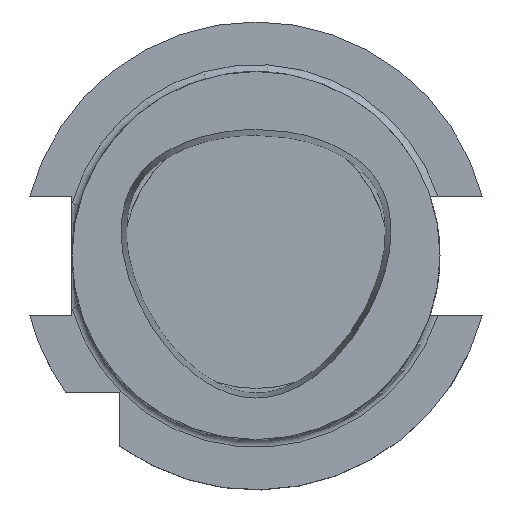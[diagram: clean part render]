
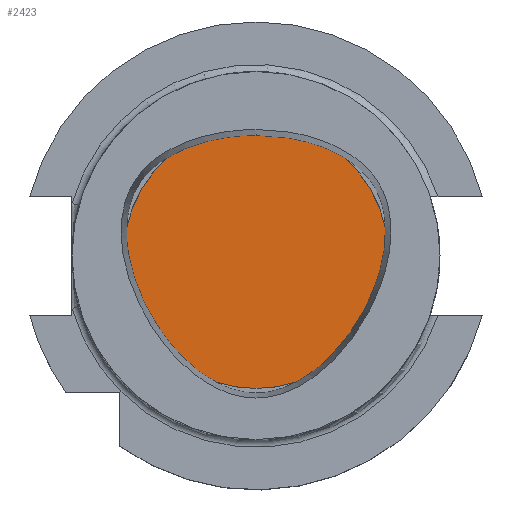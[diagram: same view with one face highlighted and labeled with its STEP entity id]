
A CAD part, top view. The second image highlights one B-rep face of the part: STEP entity #2423.
In plain terms, the highlighted planar face has unit normal (0, 0, 1).
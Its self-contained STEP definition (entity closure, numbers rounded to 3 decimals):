
#149 = ORIENTED_EDGE ( 'NONE', *, *, #839, .F. ) ;
#209 = AXIS2_PLACEMENT_3D ( 'NONE', #952, #1820, #1371 ) ;
#413 = DIRECTION ( 'NONE',  ( 0., 0., -1. ) ) ;
#447 = CIRCLE ( 'NONE', #209, 18. ) ;
#541 = AXIS2_PLACEMENT_3D ( 'NONE', #2444, #413, #2251 ) ;
#567 = VERTEX_POINT ( 'NONE', #1199 ) ;
#604 = DIRECTION ( 'NONE',  ( -1., 0., 0. ) ) ;
#839 = EDGE_CURVE ( 'NONE', #2599, #567, #447, .T. ) ;
#952 = CARTESIAN_POINT ( 'NONE',  ( 0., 0., 12.6 ) ) ;
#992 = EDGE_CURVE ( 'NONE', #567, #2599, #1219, .T. ) ;
#1199 = CARTESIAN_POINT ( 'NONE',  ( 18., 0., 12.6 ) ) ;
#1219 = CIRCLE ( 'NONE', #1589, 18. ) ;
#1371 = DIRECTION ( 'NONE',  ( -1., 0., 0. ) ) ;
#1430 = CARTESIAN_POINT ( 'NONE',  ( 0., 0., 12.6 ) ) ;
#1449 = CARTESIAN_POINT ( 'NONE',  ( -18., 0., 12.6 ) ) ;
#1453 = EDGE_LOOP ( 'NONE', ( #149, #1493 ) ) ;
#1493 = ORIENTED_EDGE ( 'NONE', *, *, #992, .F. ) ;
#1589 = AXIS2_PLACEMENT_3D ( 'NONE', #1430, #1626, #604 ) ;
#1598 = FACE_OUTER_BOUND ( 'NONE', #1453, .T. ) ;
#1626 = DIRECTION ( 'NONE',  ( 0., 0., -1. ) ) ;
#1820 = DIRECTION ( 'NONE',  ( 0., 0., -1. ) ) ;
#2251 = DIRECTION ( 'NONE',  ( -1., 0., 0. ) ) ;
#2423 = ADVANCED_FACE ( 'NONE', ( #1598 ), #2436, .F. ) ;
#2436 = PLANE ( 'NONE',  #541 ) ;
#2444 = CARTESIAN_POINT ( 'NONE',  ( 0., 0., 12.6 ) ) ;
#2599 = VERTEX_POINT ( 'NONE', #1449 ) ;
